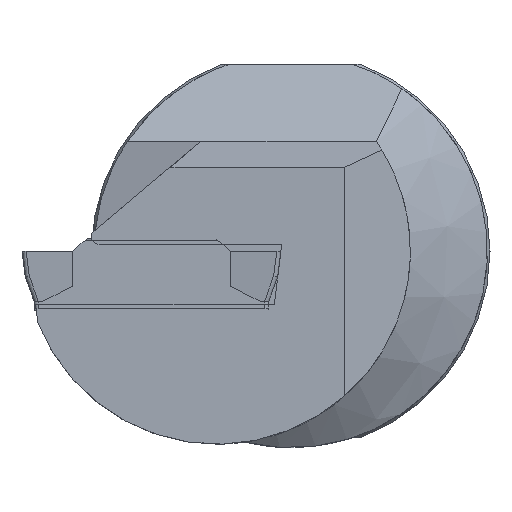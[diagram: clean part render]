
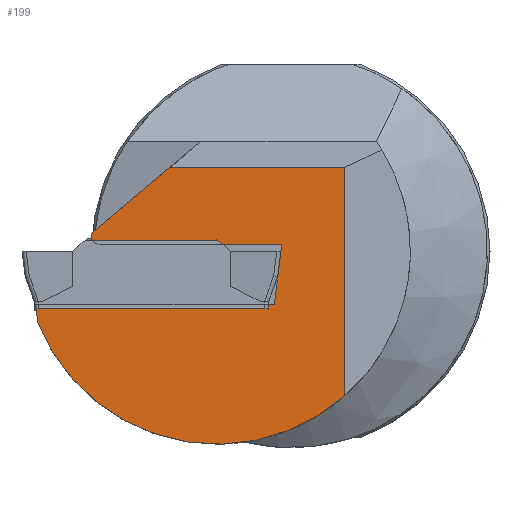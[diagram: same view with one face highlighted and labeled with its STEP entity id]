
A CAD part, left-side view. The second image highlights one B-rep face of the part: STEP entity #199.
In plain terms, the highlighted planar face has unit normal (-1, 0, 0).
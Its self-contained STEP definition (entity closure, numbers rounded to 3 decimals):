
#95=CIRCLE('',#1442,19.4);
#96=CIRCLE('',#1443,0.8);
#199=ADVANCED_FACE('',(#318),#255,.T.);
#255=PLANE('',#1444);
#318=FACE_OUTER_BOUND('',#391,.T.);
#391=EDGE_LOOP('',(#660,#661,#662,#663,#664,#665,#666,#667,#668));
#660=ORIENTED_EDGE('',*,*,#1047,.T.);
#661=ORIENTED_EDGE('',*,*,#1048,.F.);
#662=ORIENTED_EDGE('',*,*,#1049,.F.);
#663=ORIENTED_EDGE('',*,*,#1050,.F.);
#664=ORIENTED_EDGE('',*,*,#1051,.T.);
#665=ORIENTED_EDGE('',*,*,#1052,.F.);
#666=ORIENTED_EDGE('',*,*,#1053,.T.);
#667=ORIENTED_EDGE('',*,*,#1054,.T.);
#668=ORIENTED_EDGE('',*,*,#1055,.T.);
#880=VERTEX_POINT('',#2176);
#881=VERTEX_POINT('',#2177);
#882=VERTEX_POINT('',#2179);
#883=VERTEX_POINT('',#2181);
#884=VERTEX_POINT('',#2183);
#885=VERTEX_POINT('',#2185);
#886=VERTEX_POINT('',#2187);
#887=VERTEX_POINT('',#2189);
#888=VERTEX_POINT('',#2191);
#1047=EDGE_CURVE('',#880,#881,#1203,.T.);
#1048=EDGE_CURVE('',#882,#881,#1204,.T.);
#1049=EDGE_CURVE('',#883,#882,#95,.T.);
#1050=EDGE_CURVE('',#884,#883,#1205,.T.);
#1051=EDGE_CURVE('',#884,#885,#1206,.T.);
#1052=EDGE_CURVE('',#886,#885,#1207,.T.);
#1053=EDGE_CURVE('',#886,#887,#96,.T.);
#1054=EDGE_CURVE('',#887,#888,#1208,.T.);
#1055=EDGE_CURVE('',#888,#880,#1209,.T.);
#1203=LINE('',#2175,#1325);
#1204=LINE('',#2178,#1326);
#1205=LINE('',#2182,#1327);
#1206=LINE('',#2184,#1328);
#1207=LINE('',#2186,#1329);
#1208=LINE('',#2190,#1330);
#1209=LINE('',#2192,#1331);
#1325=VECTOR('',#1734,1.);
#1326=VECTOR('',#1735,1.);
#1327=VECTOR('',#1738,1.);
#1328=VECTOR('',#1739,1.);
#1329=VECTOR('',#1740,1.);
#1330=VECTOR('',#1743,1.);
#1331=VECTOR('',#1744,1.);
#1442=AXIS2_PLACEMENT_3D('',#2180,#1736,#1737);
#1443=AXIS2_PLACEMENT_3D('',#2188,#1741,#1742);
#1444=AXIS2_PLACEMENT_3D('',#2193,#1745,#1746);
#1734=DIRECTION('',(0.,1.,0.));
#1735=DIRECTION('',(0.,0.122,0.993));
#1736=DIRECTION('',(1.,0.,0.));
#1737=DIRECTION('',(0.,0.,1.));
#1738=DIRECTION('',(0.,0.,-1.));
#1739=DIRECTION('',(0.,1.,0.));
#1740=DIRECTION('',(0.,-0.766,0.643));
#1741=DIRECTION('',(-1.,0.,0.));
#1742=DIRECTION('',(0.,0.,1.));
#1743=DIRECTION('',(0.,-1.,0.));
#1744=DIRECTION('',(0.,0.122,-0.993));
#1745=DIRECTION('',(-1.,0.,0.));
#1746=DIRECTION('',(0.,0.,1.));
#2175=CARTESIAN_POINT('',(0.425,0.,-5.36));
#2176=CARTESIAN_POINT('',(0.425,1.658,-5.36));
#2177=CARTESIAN_POINT('',(0.425,25.641,-5.36));
#2178=CARTESIAN_POINT('',(0.425,25.909,-3.181));
#2179=CARTESIAN_POINT('',(0.425,25.416,-7.197));
#2180=CARTESIAN_POINT('',(0.425,7.4,0.));
#2181=CARTESIAN_POINT('',(0.425,-5.425,-14.556));
#2182=CARTESIAN_POINT('',(0.425,-5.425,0.));
#2183=CARTESIAN_POINT('',(0.425,-5.425,8.4));
#2184=CARTESIAN_POINT('',(0.425,0.,8.4));
#2185=CARTESIAN_POINT('',(0.425,12.139,8.4));
#2186=CARTESIAN_POINT('',(0.425,9.152,10.907));
#2187=CARTESIAN_POINT('',(0.425,19.939,1.855));
#2188=CARTESIAN_POINT('',(0.425,19.244,1.46));
#2189=CARTESIAN_POINT('',(0.425,19.244,0.66));
#2190=CARTESIAN_POINT('',(0.425,0.,0.66));
#2191=CARTESIAN_POINT('',(0.425,0.919,0.66));
#2192=CARTESIAN_POINT('',(0.425,0.985,0.121));
#2193=CARTESIAN_POINT('',(0.425,0.,0.));
